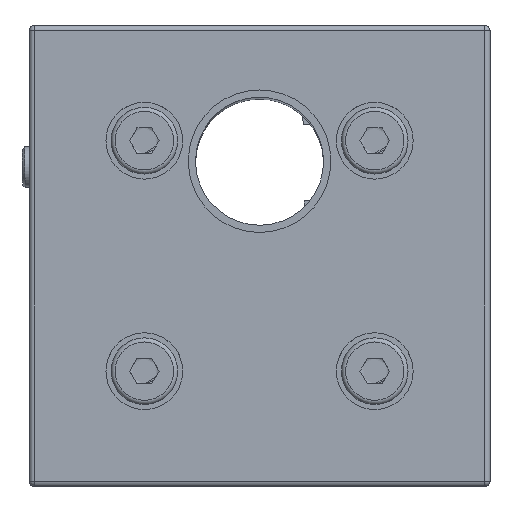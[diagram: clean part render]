
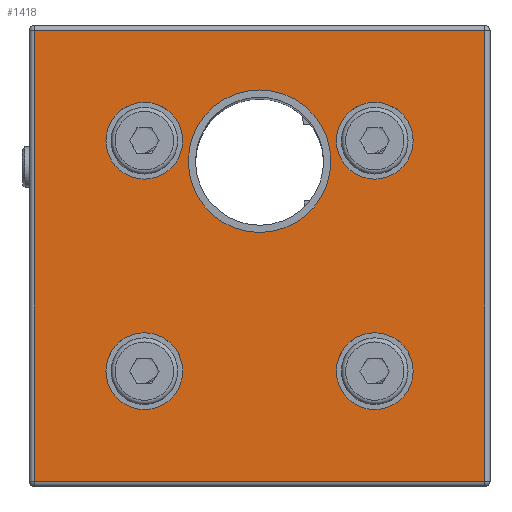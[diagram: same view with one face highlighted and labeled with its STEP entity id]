
A CAD part, top view. The second image highlights one B-rep face of the part: STEP entity #1418.
In plain terms, the highlighted planar face has unit normal (0, 0, 1).
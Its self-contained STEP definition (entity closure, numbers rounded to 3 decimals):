
#118=FACE_BOUND('',#300,.T.);
#119=FACE_BOUND('',#301,.T.);
#120=FACE_BOUND('',#302,.T.);
#121=FACE_BOUND('',#303,.T.);
#122=FACE_BOUND('',#304,.T.);
#138=PLANE('',#1697);
#203=FACE_OUTER_BOUND('',#299,.T.);
#299=EDGE_LOOP('',(#1066,#1067,#1068,#1069));
#300=EDGE_LOOP('',(#1070));
#301=EDGE_LOOP('',(#1071));
#302=EDGE_LOOP('',(#1072));
#303=EDGE_LOOP('',(#1073));
#304=EDGE_LOOP('',(#1074));
#387=LINE('',#2342,#495);
#391=LINE('',#2351,#499);
#395=LINE('',#2360,#503);
#399=LINE('',#2369,#507);
#495=VECTOR('',#1892,10.);
#499=VECTOR('',#1902,10.);
#503=VECTOR('',#1912,10.);
#507=VECTOR('',#1922,10.);
#599=CIRCLE('',#1650,13.918);
#601=CIRCLE('',#1653,7.5);
#604=CIRCLE('',#1658,7.5);
#627=CIRCLE('',#1698,7.5);
#628=CIRCLE('',#1699,7.5);
#668=VERTEX_POINT('',#2289);
#670=VERTEX_POINT('',#2295);
#673=VERTEX_POINT('',#2304);
#678=VERTEX_POINT('',#2316);
#680=VERTEX_POINT('',#2321);
#684=VERTEX_POINT('',#2330);
#686=VERTEX_POINT('',#2335);
#700=VERTEX_POINT('',#2392);
#701=VERTEX_POINT('',#2394);
#792=EDGE_CURVE('',#668,#668,#599,.T.);
#795=EDGE_CURVE('',#670,#670,#601,.T.);
#799=EDGE_CURVE('',#673,#673,#604,.T.);
#816=EDGE_CURVE('',#686,#684,#387,.T.);
#821=EDGE_CURVE('',#680,#686,#391,.T.);
#826=EDGE_CURVE('',#684,#678,#395,.T.);
#831=EDGE_CURVE('',#678,#680,#399,.T.);
#843=EDGE_CURVE('',#700,#700,#627,.T.);
#844=EDGE_CURVE('',#701,#701,#628,.T.);
#1066=ORIENTED_EDGE('',*,*,#816,.F.);
#1067=ORIENTED_EDGE('',*,*,#821,.F.);
#1068=ORIENTED_EDGE('',*,*,#831,.F.);
#1069=ORIENTED_EDGE('',*,*,#826,.F.);
#1070=ORIENTED_EDGE('',*,*,#792,.T.);
#1071=ORIENTED_EDGE('',*,*,#795,.T.);
#1072=ORIENTED_EDGE('',*,*,#799,.T.);
#1073=ORIENTED_EDGE('',*,*,#843,.T.);
#1074=ORIENTED_EDGE('',*,*,#844,.T.);
#1418=ADVANCED_FACE('',(#203,#118,#119,#120,#121,#122),#138,.T.);
#1650=AXIS2_PLACEMENT_3D('',#2290,#1830,#1831);
#1653=AXIS2_PLACEMENT_3D('',#2296,#1837,#1838);
#1658=AXIS2_PLACEMENT_3D('',#2305,#1848,#1849);
#1697=AXIS2_PLACEMENT_3D('',#2391,#1947,#1948);
#1698=AXIS2_PLACEMENT_3D('',#2393,#1949,#1950);
#1699=AXIS2_PLACEMENT_3D('',#2395,#1951,#1952);
#1830=DIRECTION('center_axis',(0.,0.,-1.));
#1831=DIRECTION('ref_axis',(1.,0.,0.));
#1837=DIRECTION('center_axis',(0.,0.,-1.));
#1838=DIRECTION('ref_axis',(1.,0.,0.));
#1848=DIRECTION('center_axis',(0.,0.,-1.));
#1849=DIRECTION('ref_axis',(1.,0.,0.));
#1892=DIRECTION('',(1.,0.,0.));
#1902=DIRECTION('',(0.,1.,0.));
#1912=DIRECTION('',(0.,-1.,0.));
#1922=DIRECTION('',(-1.,0.,0.));
#1947=DIRECTION('center_axis',(0.,0.,1.));
#1948=DIRECTION('ref_axis',(1.,0.,0.));
#1949=DIRECTION('center_axis',(0.,0.,-1.));
#1950=DIRECTION('ref_axis',(1.,0.,0.));
#1951=DIRECTION('center_axis',(0.,0.,-1.));
#1952=DIRECTION('ref_axis',(1.,0.,0.));
#2289=CARTESIAN_POINT('',(-13.918,18.5,15.));
#2290=CARTESIAN_POINT('Origin',(0.,18.5,15.));
#2295=CARTESIAN_POINT('',(15.,-22.5,15.));
#2296=CARTESIAN_POINT('Origin',(22.5,-22.5,15.));
#2304=CARTESIAN_POINT('',(-30.,-22.5,15.));
#2305=CARTESIAN_POINT('Origin',(-22.5,-22.5,15.));
#2316=CARTESIAN_POINT('',(44.,-44.,15.));
#2321=CARTESIAN_POINT('',(-44.,-44.,15.));
#2330=CARTESIAN_POINT('',(44.,44.,15.));
#2335=CARTESIAN_POINT('',(-44.,44.,15.));
#2342=CARTESIAN_POINT('',(-22.5,44.,15.));
#2351=CARTESIAN_POINT('',(-44.,-22.5,15.));
#2360=CARTESIAN_POINT('',(44.,22.5,15.));
#2369=CARTESIAN_POINT('',(22.5,-44.,15.));
#2391=CARTESIAN_POINT('Origin',(0.,0.,
15.));
#2392=CARTESIAN_POINT('',(-30.,22.5,15.));
#2393=CARTESIAN_POINT('Origin',(-22.5,22.5,15.));
#2394=CARTESIAN_POINT('',(15.,22.5,15.));
#2395=CARTESIAN_POINT('Origin',(22.5,22.5,15.));
